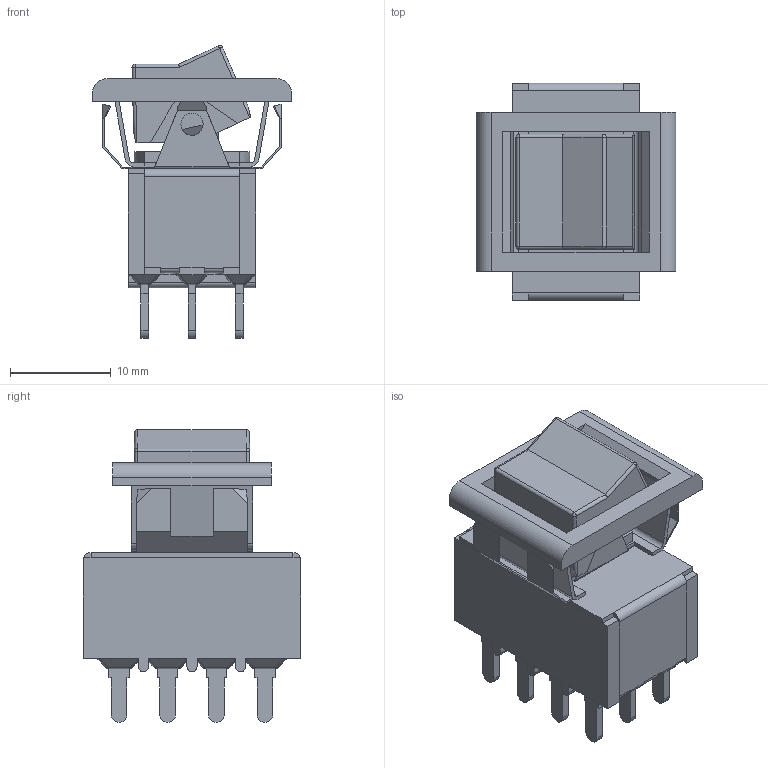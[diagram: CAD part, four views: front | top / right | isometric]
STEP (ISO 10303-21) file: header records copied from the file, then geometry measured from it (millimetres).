
FILE_DESCRIPTION(/* description */ (''),/* implementation_level */ '2;1');
FILE_NAME(/* name */ '3004PxR6xxxM3xExxx.stp',/* time_stamp */ '2025-05-02T15:51:50-05:00',/* author */ ('mroman'),/* organization */ (''),/* preprocessor_version */ 'ST-DEVELOPER v18.1',/* originating_system */ 'Autodesk Inventor 2022',/* authorisation */ '');
FILE_SCHEMA (('AUTOMOTIVE_DESIGN { 1 0 10303 214 3 1 1 }'));
Length unit declared in the file: inch
Products named in the file (1): 3004PxR6xxxM3xExxx
Bounding box: 19.85 x 21.59 x 29.11 mm (x, y, z)
Volume: 4470.7 mm3; surface area: 3779.5 mm2
Topology: 1 solids, 2 shells, 651 faces, 1704 edges, 1020 vertices
Faces by surface type: plane 442, cylinder 157, sphere 52
Full cylindrical faces by diameter (mm): 2.2 x4, 3.2 x1, 5.2 x1
Entity records: 19261 total; most frequent: CARTESIAN_POINT 3324, DIRECTION 3306, ORIENTED_EDGE 3304, EDGE_CURVE 1652, LINE 1302, VECTOR 1302, VERTEX_POINT 1020, AXIS2_PLACEMENT_3D 1002
